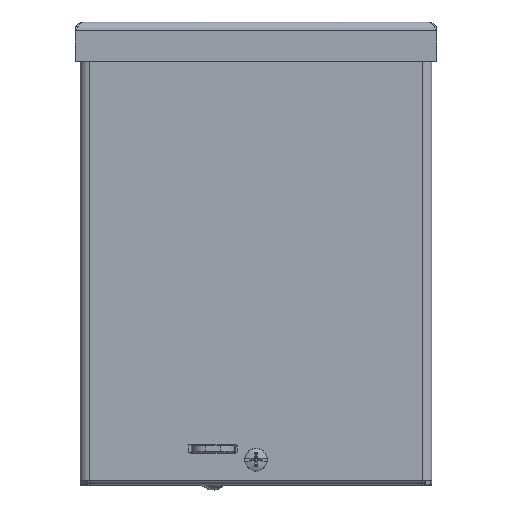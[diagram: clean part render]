
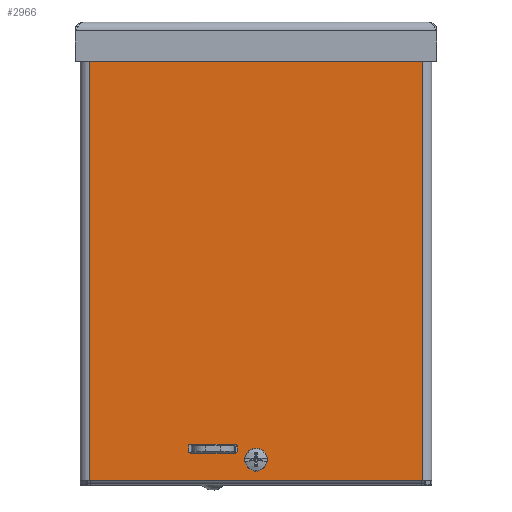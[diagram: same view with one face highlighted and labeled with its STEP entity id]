
A CAD part, top view. The second image highlights one B-rep face of the part: STEP entity #2966.
In plain terms, the highlighted planar face has unit normal (0, 0, 1).
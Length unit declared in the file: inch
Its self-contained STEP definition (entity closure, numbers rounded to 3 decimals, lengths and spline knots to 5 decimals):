
#97 = CARTESIAN_POINT ( 'NONE',  ( 0., 3.59375, 2.19362 ) ) ;
#105 = VECTOR ( 'NONE', #3706, 39.37008 ) ;
#113 = FACE_BOUND ( 'NONE', #11094, .T. ) ;
#143 = DIRECTION ( 'NONE',  ( 1., 0., 0. ) ) ;
#548 = AXIS2_PLACEMENT_3D ( 'NONE', #10932, #12008, #1158 ) ;
#560 = LINE ( 'NONE', #1977, #10003 ) ;
#839 = CARTESIAN_POINT ( 'NONE',  ( 0.125, -3.5625, 2.19362 ) ) ;
#1053 = CIRCLE ( 'NONE', #548, 0.03125 ) ;
#1117 = AXIS2_PLACEMENT_3D ( 'NONE', #6333, #1958, #5187 ) ;
#1119 = CARTESIAN_POINT ( 'NONE',  ( -1.14063, -3.28988, 2.19362 ) ) ;
#1158 = DIRECTION ( 'NONE',  ( 0.707, -0.707, 0. ) ) ;
#1537 = DIRECTION ( 'NONE',  ( -1., 0., 0. ) ) ;
#1597 = LINE ( 'NONE', #7099, #12910 ) ;
#1636 = CIRCLE ( 'NONE', #11717, 0.03125 ) ;
#1795 = EDGE_LOOP ( 'NONE', ( #7254, #11493, #10605, #6205, #9763, #10709, #3573, #9188 ) ) ;
#1891 = EDGE_CURVE ( 'NONE', #4621, #4829, #12752, .T. ) ;
#1958 = DIRECTION ( 'NONE',  ( 0., 0., 1. ) ) ;
#1977 = CARTESIAN_POINT ( 'NONE',  ( 2.90625, -1.95313, 2.19362 ) ) ;
#1986 = CARTESIAN_POINT ( 'NONE',  ( -1.14063, -3.44613, 2.19362 ) ) ;
#2112 = ORIENTED_EDGE ( 'NONE', *, *, #3831, .T. ) ;
#2189 = AXIS2_PLACEMENT_3D ( 'NONE', #13675, #5952, #2530 ) ;
#2270 = VERTEX_POINT ( 'NONE', #4472 ) ;
#2436 = DIRECTION ( 'NONE',  ( -1., 0., 0. ) ) ;
#2461 = EDGE_CURVE ( 'NONE', #3865, #2270, #3586, .T. ) ;
#2530 = DIRECTION ( 'NONE',  ( 1., 0., 0. ) ) ;
#2592 = AXIS2_PLACEMENT_3D ( 'NONE', #97, #7759, #143 ) ;
#2612 = DIRECTION ( 'NONE',  ( 1., 0., 0. ) ) ;
#2721 = VECTOR ( 'NONE', #2612, 39.37008 ) ;
#2806 = EDGE_LOOP ( 'NONE', ( #2112, #7140, #13186, #7226 ) ) ;
#2863 = VERTEX_POINT ( 'NONE', #6834 ) ;
#2927 = EDGE_CURVE ( 'NONE', #14096, #13102, #12964, .T. ) ;
#2966 = ADVANCED_FACE ( 'NONE', ( #12418, #3234, #11589, #113 ), #13390, .F. ) ;
#3013 = EDGE_CURVE ( 'NONE', #5066, #12347, #1636, .T. ) ;
#3132 = CARTESIAN_POINT ( 'NONE',  ( -0.35938, -3.44613, 2.19362 ) ) ;
#3234 = FACE_BOUND ( 'NONE', #1795, .T. ) ;
#3304 = CIRCLE ( 'NONE', #11041, 0.03125 ) ;
#3573 = ORIENTED_EDGE ( 'NONE', *, *, #2461, .T. ) ;
#3578 = EDGE_CURVE ( 'NONE', #13342, #12347, #1597, .T. ) ;
#3586 = LINE ( 'NONE', #12537, #2721 ) ;
#3684 = DIRECTION ( 'NONE',  ( -0.707, -0.707, 0. ) ) ;
#3706 = DIRECTION ( 'NONE',  ( 0., 1., 0. ) ) ;
#3831 = EDGE_CURVE ( 'NONE', #4829, #14096, #560, .T. ) ;
#3865 = VERTEX_POINT ( 'NONE', #1119 ) ;
#3935 = CARTESIAN_POINT ( 'NONE',  ( -2.90625, 1.98438, 2.19362 ) ) ;
#4120 = EDGE_CURVE ( 'NONE', #13102, #4621, #12677, .T. ) ;
#4262 = VERTEX_POINT ( 'NONE', #9568 ) ;
#4472 = CARTESIAN_POINT ( 'NONE',  ( -0.35938, -3.28988, 2.19362 ) ) ;
#4621 = VERTEX_POINT ( 'NONE', #11395 ) ;
#4679 = CARTESIAN_POINT ( 'NONE',  ( -3.059, -3.92188, 2.19362 ) ) ;
#4829 = VERTEX_POINT ( 'NONE', #10124 ) ;
#5066 = VERTEX_POINT ( 'NONE', #11922 ) ;
#5139 = DIRECTION ( 'NONE',  ( 0., 0., -1. ) ) ;
#5187 = DIRECTION ( 'NONE',  ( -0.707, 0.707, 0. ) ) ;
#5261 = EDGE_CURVE ( 'NONE', #2863, #4262, #14031, .T. ) ;
#5922 = CARTESIAN_POINT ( 'NONE',  ( -2.90625, 3.95312, 2.19362 ) ) ;
#5952 = DIRECTION ( 'NONE',  ( 0., 0., -1. ) ) ;
#6138 = DIRECTION ( 'NONE',  ( 0.707, 0.707, 0. ) ) ;
#6205 = ORIENTED_EDGE ( 'NONE', *, *, #3013, .F. ) ;
#6333 = CARTESIAN_POINT ( 'NONE',  ( -1.14063, -3.32113, 2.19362 ) ) ;
#6376 = VECTOR ( 'NONE', #8151, 39.37008 ) ;
#6425 = CIRCLE ( 'NONE', #1117, 0.03125 ) ;
#6503 = CIRCLE ( 'NONE', #14063, 0.125 ) ;
#6788 = CARTESIAN_POINT ( 'NONE',  ( 3.059, 3.95313, 2.19362 ) ) ;
#6823 = CIRCLE ( 'NONE', #2592, 0.125 ) ;
#6834 = CARTESIAN_POINT ( 'NONE',  ( -0.32813, -3.32113, 2.19362 ) ) ;
#6934 = CARTESIAN_POINT ( 'NONE',  ( -1.14063, -3.41488, 2.19362 ) ) ;
#7010 = EDGE_CURVE ( 'NONE', #13342, #4262, #1053, .T. ) ;
#7099 = CARTESIAN_POINT ( 'NONE',  ( -0.16406, -3.44613, 2.19362 ) ) ;
#7140 = ORIENTED_EDGE ( 'NONE', *, *, #2927, .T. ) ;
#7226 = ORIENTED_EDGE ( 'NONE', *, *, #1891, .T. ) ;
#7254 = ORIENTED_EDGE ( 'NONE', *, *, #5261, .T. ) ;
#7263 = DIRECTION ( 'NONE',  ( 0., 0., 1. ) ) ;
#7274 = DIRECTION ( 'NONE',  ( 1., 0., 0. ) ) ;
#7279 = VECTOR ( 'NONE', #10242, 39.37008 ) ;
#7759 = DIRECTION ( 'NONE',  ( 0., 0., -1. ) ) ;
#7770 = CARTESIAN_POINT ( 'NONE',  ( -0.32813, -1.63713, 2.19362 ) ) ;
#8012 = CARTESIAN_POINT ( 'NONE',  ( -1.17188, -1.71525, 2.19362 ) ) ;
#8073 = EDGE_CURVE ( 'NONE', #3865, #12049, #6425, .T. ) ;
#8151 = DIRECTION ( 'NONE',  ( 0., -1., 0. ) ) ;
#8566 = EDGE_CURVE ( 'NONE', #2863, #2270, #3304, .T. ) ;
#9138 = EDGE_CURVE ( 'NONE', #9669, #9669, #6503, .T. ) ;
#9188 = ORIENTED_EDGE ( 'NONE', *, *, #8566, .F. ) ;
#9316 = CARTESIAN_POINT ( 'NONE',  ( -0.35938, -3.32113, 2.19362 ) ) ;
#9349 = CARTESIAN_POINT ( 'NONE',  ( -1.17188, -3.32113, 2.19362 ) ) ;
#9385 = VECTOR ( 'NONE', #13406, 39.37008 ) ;
#9568 = CARTESIAN_POINT ( 'NONE',  ( -0.32813, -3.41488, 2.19362 ) ) ;
#9669 = VERTEX_POINT ( 'NONE', #839 ) ;
#9692 = LINE ( 'NONE', #8012, #105 ) ;
#9763 = ORIENTED_EDGE ( 'NONE', *, *, #10363, .T. ) ;
#10003 = VECTOR ( 'NONE', #10758, 39.37008 ) ;
#10124 = CARTESIAN_POINT ( 'NONE',  ( 2.90625, -3.92188, 2.19362 ) ) ;
#10242 = DIRECTION ( 'NONE',  ( 1., 0., 0. ) ) ;
#10363 = EDGE_CURVE ( 'NONE', #5066, #12049, #9692, .T. ) ;
#10381 = DIRECTION ( 'NONE',  ( 0., 0., 1. ) ) ;
#10605 = ORIENTED_EDGE ( 'NONE', *, *, #3578, .T. ) ;
#10709 = ORIENTED_EDGE ( 'NONE', *, *, #8073, .F. ) ;
#10749 = EDGE_LOOP ( 'NONE', ( #11716 ) ) ;
#10758 = DIRECTION ( 'NONE',  ( 0., 1., 0. ) ) ;
#10919 = VECTOR ( 'NONE', #2436, 39.37008 ) ;
#10932 = CARTESIAN_POINT ( 'NONE',  ( -0.35938, -3.41488, 2.19362 ) ) ;
#11041 = AXIS2_PLACEMENT_3D ( 'NONE', #9316, #7263, #6138 ) ;
#11094 = EDGE_LOOP ( 'NONE', ( #13522 ) ) ;
#11395 = CARTESIAN_POINT ( 'NONE',  ( -2.90625, -3.92188, 2.19362 ) ) ;
#11493 = ORIENTED_EDGE ( 'NONE', *, *, #7010, .F. ) ;
#11546 = CARTESIAN_POINT ( 'NONE',  ( 0., -3.5625, 2.19362 ) ) ;
#11589 = FACE_BOUND ( 'NONE', #10749, .T. ) ;
#11716 = ORIENTED_EDGE ( 'NONE', *, *, #9138, .T. ) ;
#11717 = AXIS2_PLACEMENT_3D ( 'NONE', #6934, #10381, #3684 ) ;
#11922 = CARTESIAN_POINT ( 'NONE',  ( -1.17188, -3.41488, 2.19362 ) ) ;
#12008 = DIRECTION ( 'NONE',  ( 0., 0., 1. ) ) ;
#12049 = VERTEX_POINT ( 'NONE', #9349 ) ;
#12208 = CARTESIAN_POINT ( 'NONE',  ( 2.90625, 3.95312, 2.19362 ) ) ;
#12347 = VERTEX_POINT ( 'NONE', #1986 ) ;
#12418 = FACE_OUTER_BOUND ( 'NONE', #2806, .T. ) ;
#12537 = CARTESIAN_POINT ( 'NONE',  ( -0.58594, -3.28988, 2.19362 ) ) ;
#12677 = LINE ( 'NONE', #3935, #6376 ) ;
#12752 = LINE ( 'NONE', #4679, #7279 ) ;
#12910 = VECTOR ( 'NONE', #1537, 39.37008 ) ;
#12964 = LINE ( 'NONE', #6788, #10919 ) ;
#13102 = VERTEX_POINT ( 'NONE', #5922 ) ;
#13186 = ORIENTED_EDGE ( 'NONE', *, *, #4120, .T. ) ;
#13342 = VERTEX_POINT ( 'NONE', #3132 ) ;
#13390 = PLANE ( 'NONE',  #2189 ) ;
#13406 = DIRECTION ( 'NONE',  ( 0., -1., 0. ) ) ;
#13522 = ORIENTED_EDGE ( 'NONE', *, *, #13524, .T. ) ;
#13524 = EDGE_CURVE ( 'NONE', #13779, #13779, #6823, .T. ) ;
#13675 = CARTESIAN_POINT ( 'NONE',  ( 0., 0.01562, 2.19362 ) ) ;
#13779 = VERTEX_POINT ( 'NONE', #13851 ) ;
#13851 = CARTESIAN_POINT ( 'NONE',  ( 0.125, 3.59375, 2.19362 ) ) ;
#14031 = LINE ( 'NONE', #7770, #9385 ) ;
#14063 = AXIS2_PLACEMENT_3D ( 'NONE', #11546, #5139, #7274 ) ;
#14096 = VERTEX_POINT ( 'NONE', #12208 ) ;
